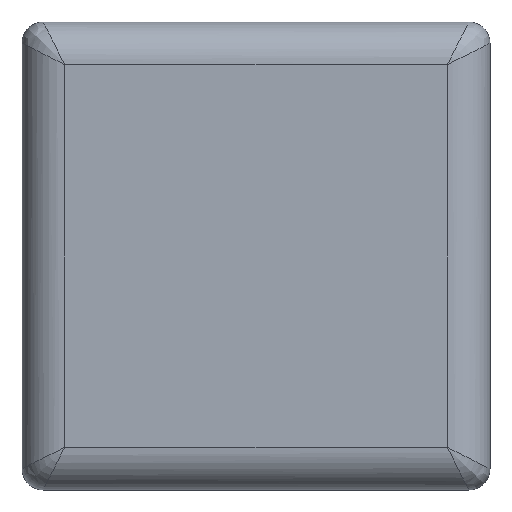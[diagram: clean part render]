
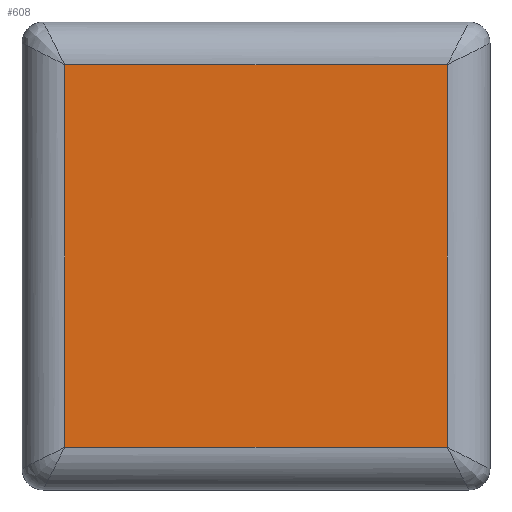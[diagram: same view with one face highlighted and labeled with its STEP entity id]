
A CAD part, front view. The second image highlights one B-rep face of the part: STEP entity #608.
In plain terms, the highlighted planar face has unit normal (0, -1, 0).
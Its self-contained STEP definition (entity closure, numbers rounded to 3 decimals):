
#275 = DIRECTION ( 'NONE',  ( 1., 0., 0. ) ) ;
#276 = VECTOR ( 'NONE', #275, 1000. ) ;
#277 = CARTESIAN_POINT ( 'NONE',  ( 11., 0., -20. ) ) ;
#278 = LINE ( 'NONE', #277, #276 ) ;
#281 = LINE ( 'NONE', #283, #287 ) ;
#282 = DIRECTION ( 'NONE',  ( -1., 0., 0. ) ) ;
#283 = CARTESIAN_POINT ( 'NONE',  ( -11., 0., -2. ) ) ;
#287 = VECTOR ( 'NONE', #282, 1000. ) ;
#420 = DIRECTION ( 'NONE',  ( 0., 0., -1. ) ) ;
#421 = VECTOR ( 'NONE', #420, 1000. ) ;
#422 = CARTESIAN_POINT ( 'NONE',  ( -9., 0., -22. ) ) ;
#430 = LINE ( 'NONE', #422, #421 ) ;
#579 = ORIENTED_EDGE ( 'NONE', *, *, #607, .T. ) ;
#587 = EDGE_CURVE ( 'NONE', #635, #617, #281, .T. ) ;
#588 = EDGE_CURVE ( 'NONE', #615, #626, #278, .T. ) ;
#599 = ORIENTED_EDGE ( 'NONE', *, *, #612, .T. ) ;
#607 = EDGE_CURVE ( 'NONE', #617, #615, #430, .T. ) ;
#608 = ADVANCED_FACE ( 'NONE', ( #722 ), #740, .T. ) ;
#612 = EDGE_CURVE ( 'NONE', #626, #635, #809, .T. ) ;
#615 = VERTEX_POINT ( 'NONE', #1013 ) ;
#617 = VERTEX_POINT ( 'NONE', #1001 ) ;
#625 = ORIENTED_EDGE ( 'NONE', *, *, #587, .T. ) ;
#626 = VERTEX_POINT ( 'NONE', #960 ) ;
#634 = EDGE_LOOP ( 'NONE', ( #599, #625, #579, #637 ) ) ;
#635 = VERTEX_POINT ( 'NONE', #1022 ) ;
#637 = ORIENTED_EDGE ( 'NONE', *, *, #588, .T. ) ;
#668 = DIRECTION ( 'NONE',  ( 0., 0., -1. ) ) ;
#689 = DIRECTION ( 'NONE',  ( 0., -1., 0. ) ) ;
#696 = CARTESIAN_POINT ( 'NONE',  ( -11., 0., -22. ) ) ;
#722 = FACE_OUTER_BOUND ( 'NONE', #634, .T. ) ;
#740 = PLANE ( 'NONE',  #753 ) ;
#753 = AXIS2_PLACEMENT_3D ( 'NONE', #696, #689, #668 ) ;
#791 = CARTESIAN_POINT ( 'NONE',  ( 9., 0., 0. ) ) ;
#808 = VECTOR ( 'NONE', #829, 1000. ) ;
#809 = LINE ( 'NONE', #791, #808 ) ;
#829 = DIRECTION ( 'NONE',  ( 0., 0., 1. ) ) ;
#960 = CARTESIAN_POINT ( 'NONE',  ( 9., 0., -20. ) ) ;
#1001 = CARTESIAN_POINT ( 'NONE',  ( -9., 0., -2. ) ) ;
#1013 = CARTESIAN_POINT ( 'NONE',  ( -9., 0., -20. ) ) ;
#1022 = CARTESIAN_POINT ( 'NONE',  ( 9., 0., -2. ) ) ;
